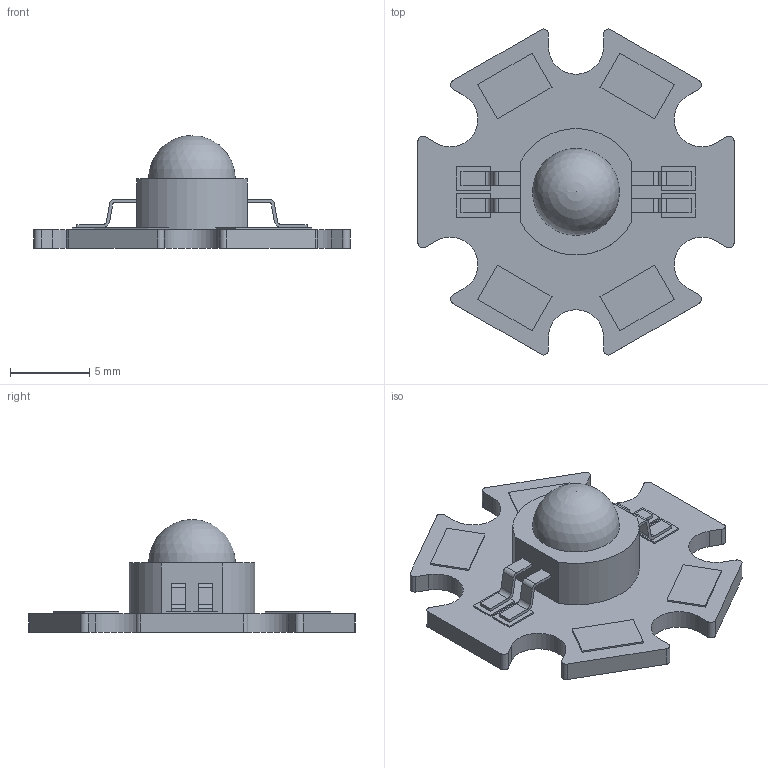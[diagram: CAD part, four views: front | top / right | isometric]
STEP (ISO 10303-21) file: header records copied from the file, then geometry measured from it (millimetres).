
FILE_DESCRIPTION(/* description */ (''),/* implementation_level */ '2;1');
FILE_NAME(/* name */ '2530 3W RGB LED.step',/* time_stamp */ '2019-06-10T14:34:11-04:00',/* author */ (''),/* organization */ (''),/* preprocessor_version */ 'ST-DEVELOPER v18',/* originating_system */ 'Autodesk Translation Framework v8.2.0.1029',/* authorisation */ '');
FILE_SCHEMA (('AUTOMOTIVE_DESIGN { 1 0 10303 214 3 1 1 }'));
Length unit declared in the file: millimetre
Products named in the file (1): 3W RGB LED
Bounding box: 20 x 20.63 x 7.15 mm (x, y, z)
Volume: 538.7 mm3; surface area: 1068.5 mm2
Topology: 15 solids, 15 shells, 150 faces, 363 edges, 242 vertices
Faces by surface type: plane 113, cylinder 36, sphere 1
Entity records: 4404 total; most frequent: CARTESIAN_POINT 755, DIRECTION 738, ORIENTED_EDGE 724, EDGE_CURVE 362, LINE 288, VECTOR 288, VERTEX_POINT 242, AXIS2_PLACEMENT_3D 225
